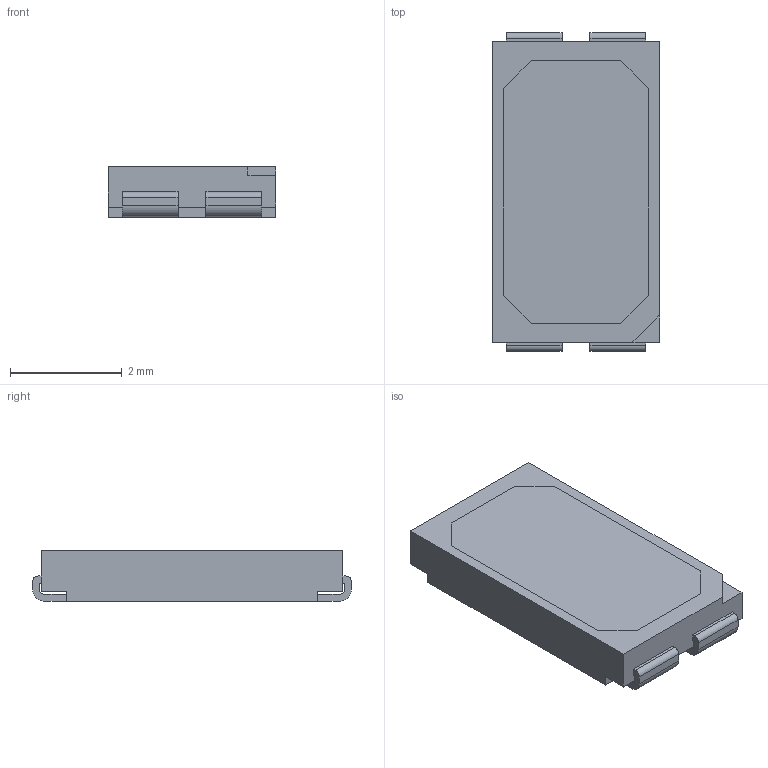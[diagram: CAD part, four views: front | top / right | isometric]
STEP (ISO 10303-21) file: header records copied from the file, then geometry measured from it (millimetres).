
FILE_DESCRIPTION( ( 'Unknown' ), '1' );
FILE_NAME( 'WL-SWTP_158563xxx.stp', 'Unknown', ( 'Unknown' ), ( 'Unknown' ), 'PSStep 16.0.42', 'Unknown', ' ' );
FILE_SCHEMA( ( 'AUTOMOTIVE_DESIGN { 1 0 10303 214 1 1 1 1 }' ) );
Length unit declared in the file: millimetre
Products named in the file (5): Assem1; body; LED; contact; contactspring
Assembly tree (7 placements, depth 2):
  Assem1
    body
    LED
    contact
    contactspring  x4
Bounding box: 3 x 5.7 x 0.9 mm (x, y, z)
Volume: 14.5 mm3; surface area: 91.2 mm2
Topology: 7 solids, 7 shells, 112 faces, 285 edges, 190 vertices
Faces by surface type: plane 70, cylinder 42
Full cylindrical faces by diameter (mm): 0.1 x1
Entity records: 2770 total; most frequent: DIRECTION 376, CARTESIAN_POINT 372, ORIENTED_EDGE 352, EDGE_CURVE 176, LINE 132, VECTOR 132, AXIS2_PLACEMENT_3D 122, VERTEX_POINT 118
